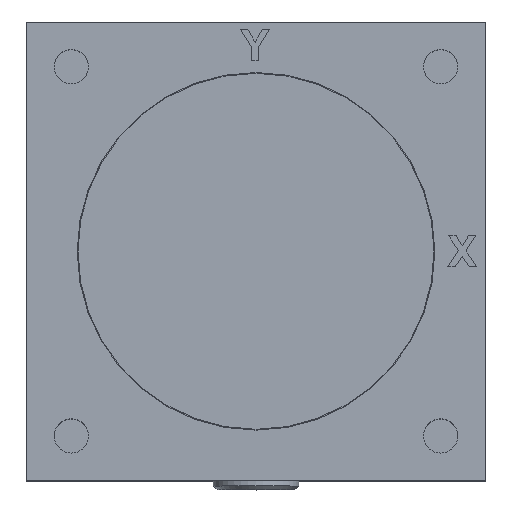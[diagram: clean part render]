
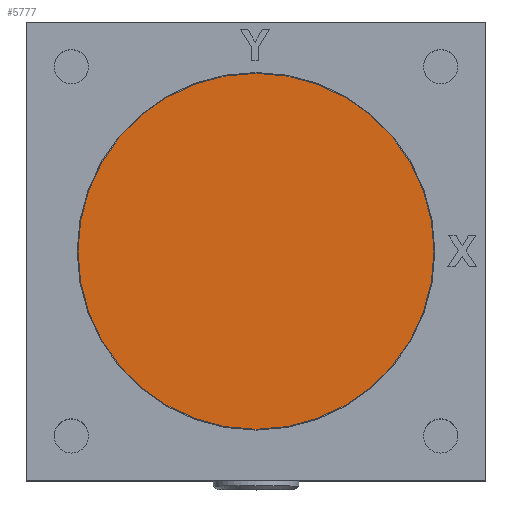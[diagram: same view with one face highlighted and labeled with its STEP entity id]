
A CAD part, top view. The second image highlights one B-rep face of the part: STEP entity #5777.
In plain terms, the highlighted planar face has unit normal (0, 0, 1).
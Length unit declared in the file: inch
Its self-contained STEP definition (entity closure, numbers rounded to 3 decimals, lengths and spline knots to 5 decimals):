
#124=CARTESIAN_POINT('',(-0.025,-1.17,2.6775));
#125=VERTEX_POINT('',#124);
#126=CARTESIAN_POINT('',(-0.025,-0.025,2.6775));
#127=DIRECTION('',(0.0,0.0,-1.0));
#128=DIRECTION('',(0.0,1.0,0.0));
#129=AXIS2_PLACEMENT_3D('',#126,#127,#128);
#130=CIRCLE('',#129,1.145);
#131=EDGE_CURVE('',#125,#125,#130,.T.);
#5769=CARTESIAN_POINT('',(-0.025,0.07909,2.6775));
#5770=DIRECTION('',(0.0,0.0,1.0));
#5771=DIRECTION('',(1.0,0.0,0.0));
#5772=AXIS2_PLACEMENT_3D('',#5769,#5770,#5771);
#5773=PLANE('',#5772);
#5774=ORIENTED_EDGE('',*,*,#131,.F.);
#5775=EDGE_LOOP('',(#5774));
#5776=FACE_OUTER_BOUND('',#5775,.T.);
#5777=ADVANCED_FACE('',(#5776),#5773,.T.);
